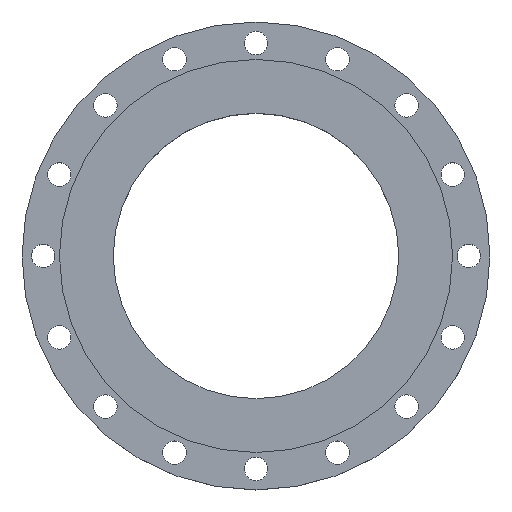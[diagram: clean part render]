
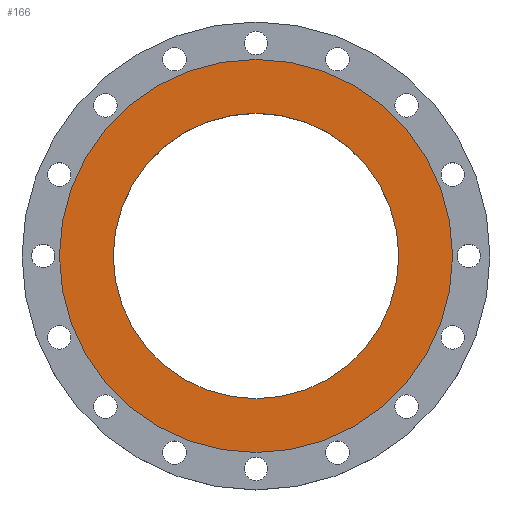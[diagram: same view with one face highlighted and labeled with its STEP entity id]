
A CAD part, top view. The second image highlights one B-rep face of the part: STEP entity #166.
In plain terms, the highlighted planar face has unit normal (0, 0, 1).
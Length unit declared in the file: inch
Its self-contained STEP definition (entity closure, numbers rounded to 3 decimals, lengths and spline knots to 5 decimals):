
#25 = EDGE_CURVE ( 'NONE', #313, #1786, #1049, .T. ) ;
#59 = VERTEX_POINT ( 'NONE', #941 ) ;
#66 = EDGE_CURVE ( 'NONE', #59, #1106, #701, .T. ) ;
#85 = CARTESIAN_POINT ( 'NONE',  ( 0., 7.625, 0. ) ) ;
#166 = ADVANCED_FACE ( 'NONE', ( #264, #798 ), #677, .F. ) ;
#187 = EDGE_CURVE ( 'NONE', #1786, #313, #1732, .T. ) ;
#196 = AXIS2_PLACEMENT_3D ( 'NONE', #85, #1136, #460 ) ;
#264 = FACE_BOUND ( 'NONE', #496, .T. ) ;
#271 = EDGE_LOOP ( 'NONE', ( #890, #1635 ) ) ;
#313 = VERTEX_POINT ( 'NONE', #1063 ) ;
#331 = DIRECTION ( 'NONE',  ( 1., 0., 0. ) ) ;
#342 = DIRECTION ( 'NONE',  ( 0., 0., 1. ) ) ;
#424 = CIRCLE ( 'NONE', #535, 7.625 ) ;
#460 = DIRECTION ( 'NONE',  ( -1., 0., 0. ) ) ;
#495 = CARTESIAN_POINT ( 'NONE',  ( 0., 0., 0. ) ) ;
#496 = EDGE_LOOP ( 'NONE', ( #556, #1144 ) ) ;
#535 = AXIS2_PLACEMENT_3D ( 'NONE', #1264, #981, #839 ) ;
#556 = ORIENTED_EDGE ( 'NONE', *, *, #1441, .F. ) ;
#574 = CARTESIAN_POINT ( 'NONE',  ( 7.625, 0., 0. ) ) ;
#589 = DIRECTION ( 'NONE',  ( 1., 0., 0. ) ) ;
#670 = AXIS2_PLACEMENT_3D ( 'NONE', #1417, #717, #331 ) ;
#677 = PLANE ( 'NONE',  #196 ) ;
#701 = CIRCLE ( 'NONE', #1310, 7.625 ) ;
#710 = DIRECTION ( 'NONE',  ( 1., 0., 0. ) ) ;
#717 = DIRECTION ( 'NONE',  ( 0., 0., 1. ) ) ;
#798 = FACE_OUTER_BOUND ( 'NONE', #271, .T. ) ;
#839 = DIRECTION ( 'NONE',  ( 1., 0., 0. ) ) ;
#890 = ORIENTED_EDGE ( 'NONE', *, *, #25, .T. ) ;
#941 = CARTESIAN_POINT ( 'NONE',  ( -7.625, 0., 0. ) ) ;
#981 = DIRECTION ( 'NONE',  ( 0., 0., 1. ) ) ;
#1049 = CIRCLE ( 'NONE', #670, 10.5 ) ;
#1063 = CARTESIAN_POINT ( 'NONE',  ( 10.5, 0., 0. ) ) ;
#1106 = VERTEX_POINT ( 'NONE', #574 ) ;
#1136 = DIRECTION ( 'NONE',  ( 0., 0., -1. ) ) ;
#1144 = ORIENTED_EDGE ( 'NONE', *, *, #66, .F. ) ;
#1264 = CARTESIAN_POINT ( 'NONE',  ( 0., 0., 0. ) ) ;
#1310 = AXIS2_PLACEMENT_3D ( 'NONE', #1785, #1707, #710 ) ;
#1401 = AXIS2_PLACEMENT_3D ( 'NONE', #495, #342, #589 ) ;
#1417 = CARTESIAN_POINT ( 'NONE',  ( 0., 0., 0. ) ) ;
#1441 = EDGE_CURVE ( 'NONE', #1106, #59, #424, .T. ) ;
#1635 = ORIENTED_EDGE ( 'NONE', *, *, #187, .T. ) ;
#1707 = DIRECTION ( 'NONE',  ( 0., 0., 1. ) ) ;
#1732 = CIRCLE ( 'NONE', #1401, 10.5 ) ;
#1744 = CARTESIAN_POINT ( 'NONE',  ( -10.5, 0., 0. ) ) ;
#1785 = CARTESIAN_POINT ( 'NONE',  ( 0., 0., 0. ) ) ;
#1786 = VERTEX_POINT ( 'NONE', #1744 ) ;
